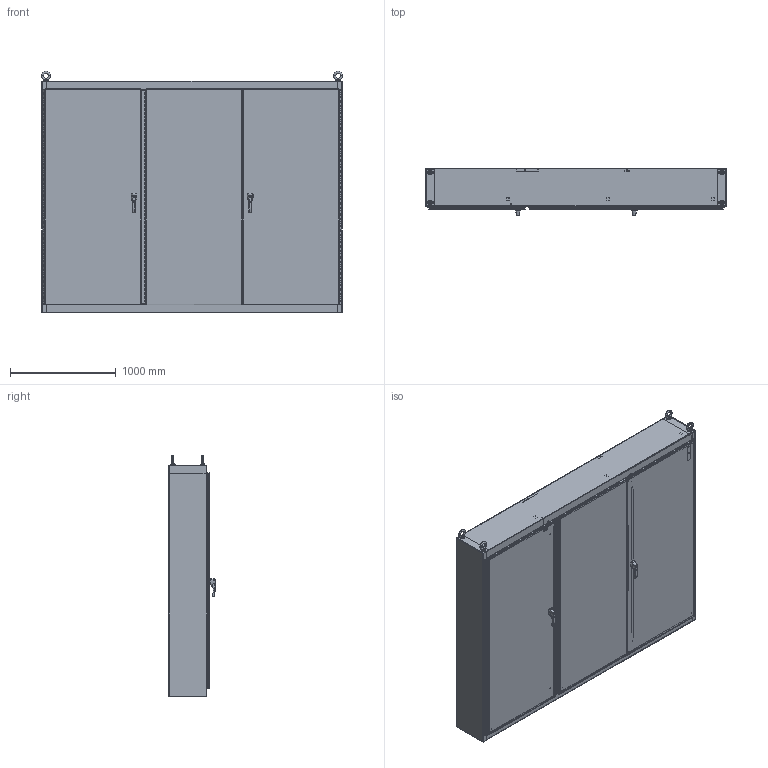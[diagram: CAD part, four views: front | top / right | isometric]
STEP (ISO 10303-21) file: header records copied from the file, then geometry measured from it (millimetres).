
FILE_DESCRIPTION (( 'STEP AP203' ), '1' );
FILE_NAME ('1422MD3_Default.step', '2019-11-04T20:57:56', ( '' ), ( '' ), 'SwSTEP 2.0', 'SolidWorks 2019', '' );
FILE_SCHEMA (( 'CONFIG_CONTROL_DESIGN' ));
Products named in the file (1): 1422MD3_Default
Bounding box: 2844.8 x 442.01 x 2280.36 mm (x, y, z)
Volume: 80450819.2 mm3; surface area: 50014072.2 mm2
Topology: 182 solids, 182 shells, 5212 faces, 13508 edges, 8719 vertices
Faces by surface type: cylinder 2412, plane 2313, bspline 275, cone 178, torus 34
Entity records: 191060 total; most frequent: CARTESIAN_POINT 61913, DIRECTION 27296, ORIENTED_EDGE 26968, EDGE_CURVE 13484, AXIS2_PLACEMENT_3D 9980, VERTEX_POINT 8719, VECTOR 7336, LINE 7336
